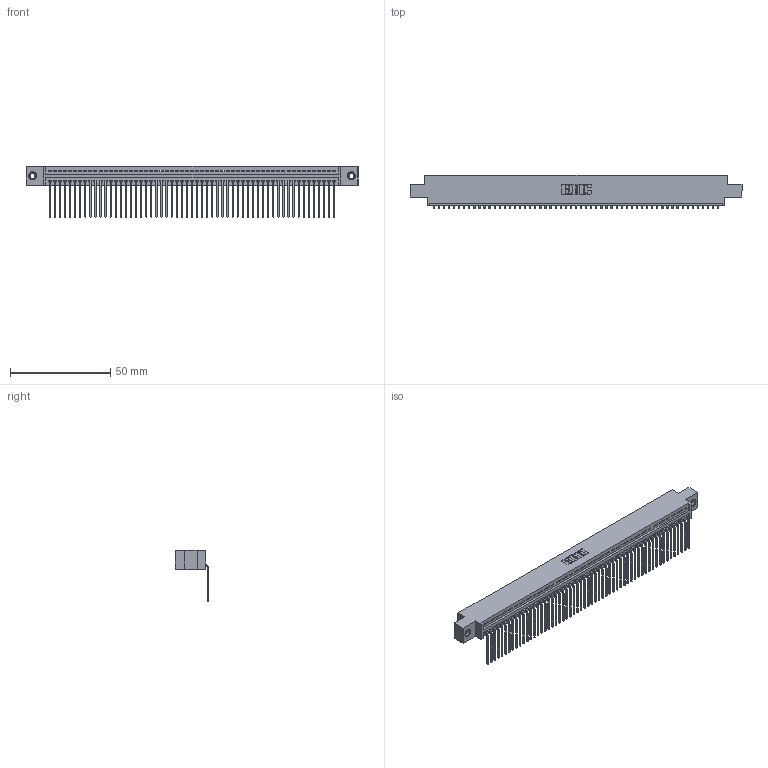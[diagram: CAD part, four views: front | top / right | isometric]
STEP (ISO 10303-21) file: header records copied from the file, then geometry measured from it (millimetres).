
FILE_DESCRIPTION (( 'STEP AP203' ), '1' );
FILE_NAME ('395-057-559-607.STEP', '2018-11-22T23:50:00', ( '' ), ( '' ), 'SwSTEP 2.0', 'SolidWorks 2016', '' );
FILE_SCHEMA (( 'CONFIG_CONTROL_DESIGN' ));
Length unit declared in the file: inch
Products named in the file (4): 345 Part_0.170 Offset - 0.156 Dia-TI; 345-292-001_558 559 Tail - 1; 395-057-559-607; 345-250-001_345-250-005-103
Assembly tree (60 placements, depth 2):
  395-057-559-607
    345 Part_0.170 Offset - 0.156 Dia-TI
    345-292-001_558 559 Tail - 1  x57
    345-250-001_345-250-005-103  x2
Bounding box: 165.99 x 16.75 x 25.53 mm (x, y, z)
Volume: 15951.7 mm3; surface area: 22677.3 mm2
Topology: 60 solids, 60 shells, 3610 faces, 10863 edges, 7158 vertices
Faces by surface type: plane 2510, cylinder 1084, cone 12, torus 4
Entity records: 42282 total; most frequent: CARTESIAN_POINT 7306, ORIENTED_EDGE 7290, DIRECTION 6385, EDGE_CURVE 3645, LINE 3265, VECTOR 3265, VERTEX_POINT 2424, AXIS2_PLACEMENT_3D 1560
